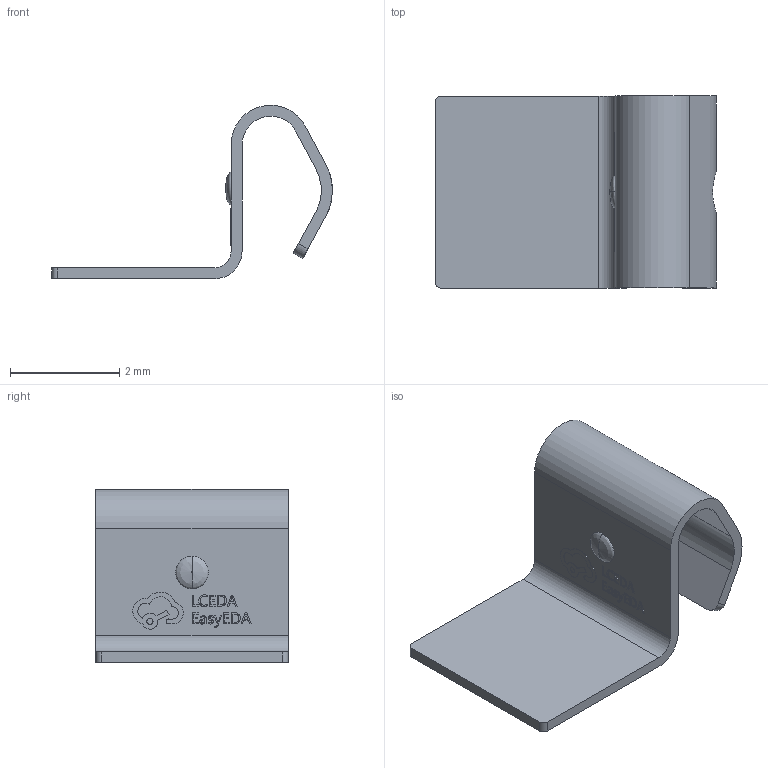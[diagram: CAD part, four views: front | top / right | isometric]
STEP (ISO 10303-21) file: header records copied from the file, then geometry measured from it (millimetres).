
FILE_DESCRIPTION (( 'STEP AP214' ), '1' );
FILE_NAME ('SMD_MY-ZJ-110.STEP', '2022-09-14T06:27:47', ( 'PC' ), ( 'Microsoft' ), 'SwSTEP 2.0', 'SolidWorks 2020', '' );
FILE_SCHEMA (( 'AUTOMOTIVE_DESIGN' ));
Length unit declared in the file: millimetre
Products named in the file (1): SMD_MY-ZJ-110
Bounding box: 5.13 x 3.51 x 3.17 mm (x, y, z)
Volume: 6.6 mm3; surface area: 72 mm2
Topology: 1 solids, 1 shells, 258 faces, 708 edges, 472 vertices
Faces by surface type: plane 144, bspline 100, cylinder 14
Entity records: 11764 total; most frequent: CARTESIAN_POINT 3015, ORIENTED_EDGE 1416, DIRECTION 844, EDGE_CURVE 708, VERTEX_POINT 472, LINE 470, VECTOR 470, EDGE_LOOP 278
